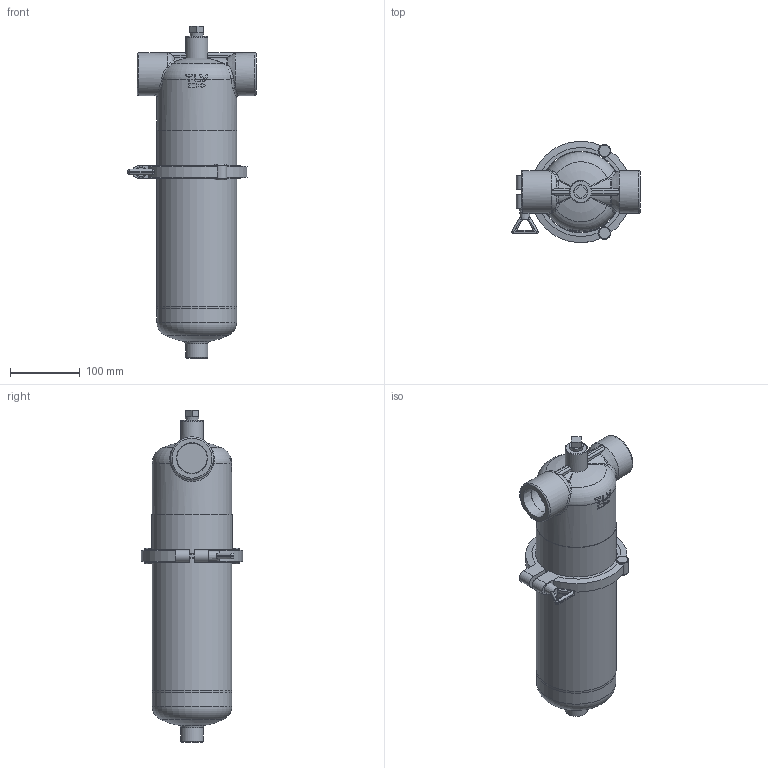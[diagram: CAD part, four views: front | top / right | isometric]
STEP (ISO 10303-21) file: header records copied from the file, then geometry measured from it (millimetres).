
FILE_DESCRIPTION((''),'2;1');
FILE_NAME('sf100-040-sw000-00.stp','2010-07-16T13:06:17',('nakaot'),(''),'Autodesk Inventor 2008','Autodesk Inventor 2008','');
FILE_SCHEMA(('AUTOMOTIVE_DESIGN { 1 0 10303 214 1 1 1 1 }'));
Length unit declared in the file: millimetre
Products named in the file (1): sf100-040-sw000-00
Bounding box: 183.62 x 144.53 x 475 mm (x, y, z)
Volume: 4271390.2 mm3; surface area: 222327.6 mm2
Topology: 2 solids, 2 shells, 219 faces, 529 edges, 324 vertices
Faces by surface type: plane 80, cylinder 58, bspline 42, torus 18, cone 14, sphere 7
Full cylindrical faces by diameter (mm): 18 x1, 32 x2, 43.256 x1, 61 x2, 100 x1, 107.8 x1, 114 x2, 114.3 x1, 115 x1
Entity records: 8870 total; most frequent: CARTESIAN_POINT 4184, ORIENTED_EDGE 964, DIRECTION 918, EDGE_CURVE 482, AXIS2_PLACEMENT_3D 384, VERTEX_POINT 316, EDGE_LOOP 270, FACE_OUTER_BOUND 219
